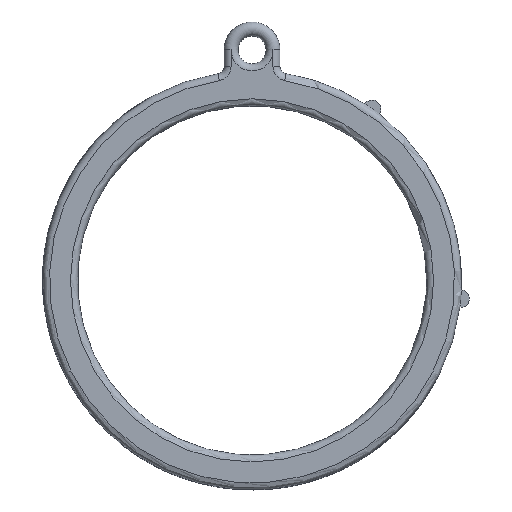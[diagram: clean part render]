
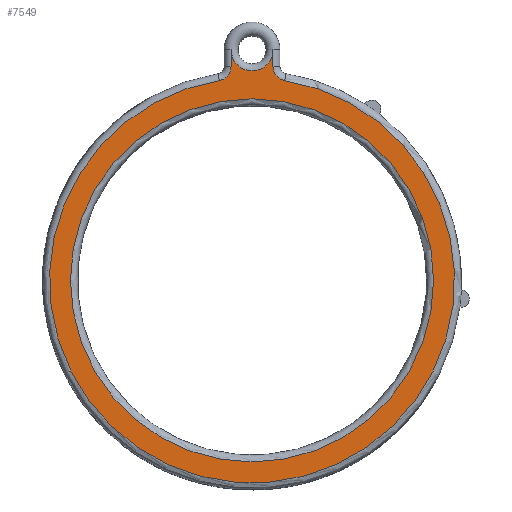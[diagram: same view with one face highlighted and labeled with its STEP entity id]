
A CAD part, top view. The second image highlights one B-rep face of the part: STEP entity #7549.
In plain terms, the highlighted planar face has unit normal (0, 0, 1).
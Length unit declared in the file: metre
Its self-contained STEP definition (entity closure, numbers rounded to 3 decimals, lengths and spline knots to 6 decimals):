
#230=PLANE('',#8132);
#988=CIRCLE('',#8133,0.026);
#989=CIRCLE('',#8134,0.003);
#990=CIRCLE('',#8135,0.002);
#991=CIRCLE('',#8136,0.029);
#992=CIRCLE('',#8137,0.002);
#1449=ORIENTED_EDGE('',*,*,#3849,.T.);
#1450=ORIENTED_EDGE('',*,*,#3850,.T.);
#1451=ORIENTED_EDGE('',*,*,#3851,.T.);
#1452=ORIENTED_EDGE('',*,*,#3852,.T.);
#1453=ORIENTED_EDGE('',*,*,#3853,.F.);
#1454=ORIENTED_EDGE('',*,*,#3854,.T.);
#1455=ORIENTED_EDGE('',*,*,#3855,.F.);
#3849=EDGE_CURVE('',#5042,#5042,#988,.F.);
#3850=EDGE_CURVE('',#5043,#5044,#5552,.F.);
#3851=EDGE_CURVE('',#5044,#5045,#989,.F.);
#3852=EDGE_CURVE('',#5045,#5046,#5553,.T.);
#3853=EDGE_CURVE('',#5047,#5046,#990,.T.);
#3854=EDGE_CURVE('',#5047,#5048,#991,.T.);
#3855=EDGE_CURVE('',#5043,#5048,#992,.T.);
#5042=VERTEX_POINT('',#11296);
#5043=VERTEX_POINT('',#11298);
#5044=VERTEX_POINT('',#11299);
#5045=VERTEX_POINT('',#11301);
#5046=VERTEX_POINT('',#11303);
#5047=VERTEX_POINT('',#11305);
#5048=VERTEX_POINT('',#11307);
#5552=LINE('',#11297,#6052);
#5553=LINE('',#11302,#6053);
#6052=VECTOR('',#8818,1.);
#6053=VECTOR('',#8821,1.);
#6525=EDGE_LOOP('',(#1449));
#6526=EDGE_LOOP('',(#1450,#1451,#1452,#1453,#1454,#1455));
#7012=FACE_BOUND('',#6525,.T.);
#7013=FACE_BOUND('',#6526,.T.);
#7549=ADVANCED_FACE('',(#7012,#7013),#230,.T.);
#8132=AXIS2_PLACEMENT_3D('',#11294,#8814,#8815);
#8133=AXIS2_PLACEMENT_3D('',#11295,#8816,#8817);
#8134=AXIS2_PLACEMENT_3D('',#11300,#8819,#8820);
#8135=AXIS2_PLACEMENT_3D('',#11304,#8822,#8823);
#8136=AXIS2_PLACEMENT_3D('',#11306,#8824,#8825);
#8137=AXIS2_PLACEMENT_3D('',#11308,#8826,#8827);
#8814=DIRECTION('',(0.,0.,1.));
#8815=DIRECTION('',(1.,0.,0.));
#8816=DIRECTION('',(0.,0.,1.));
#8817=DIRECTION('',(1.,0.,0.));
#8818=DIRECTION('',(0.,-1.,0.));
#8819=DIRECTION('',(0.,0.,1.));
#8820=DIRECTION('',(1.,0.,0.));
#8821=DIRECTION('',(0.,-1.,0.));
#8822=DIRECTION('',(0.,0.,1.));
#8823=DIRECTION('',(1.,0.,0.));
#8824=DIRECTION('',(0.,0.,1.));
#8825=DIRECTION('',(1.,0.,0.));
#8826=DIRECTION('',(0.,0.,1.));
#8827=DIRECTION('',(1.,0.,0.));
#11294=CARTESIAN_POINT('',(0.,0.,0.0075));
#11295=CARTESIAN_POINT('',(0.,0.,0.0075));
#11296=CARTESIAN_POINT('',(0.026,0.,0.0075));
#11297=CARTESIAN_POINT('',(0.003,0.033,0.0075));
#11298=CARTESIAN_POINT('',(0.003,0.030594,0.0075));
#11299=CARTESIAN_POINT('',(0.003,0.033,0.0075));
#11300=CARTESIAN_POINT('',(0.,0.033,0.0075));
#11301=CARTESIAN_POINT('',(-0.003,0.033,0.0075));
#11302=CARTESIAN_POINT('',(-0.003,0.,0.0075));
#11303=CARTESIAN_POINT('',(-0.003,0.030594,0.0075));
#11304=CARTESIAN_POINT('',(-0.005,0.030594,0.0075));
#11305=CARTESIAN_POINT('',(-0.004677,0.02862,0.0075));
#11306=CARTESIAN_POINT('',(0.,0.,0.0075));
#11307=CARTESIAN_POINT('',(0.004677,0.02862,0.0075));
#11308=CARTESIAN_POINT('',(0.005,0.030594,0.0075));
